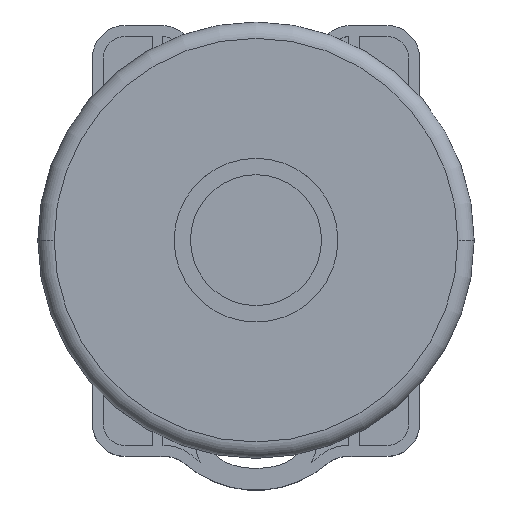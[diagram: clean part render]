
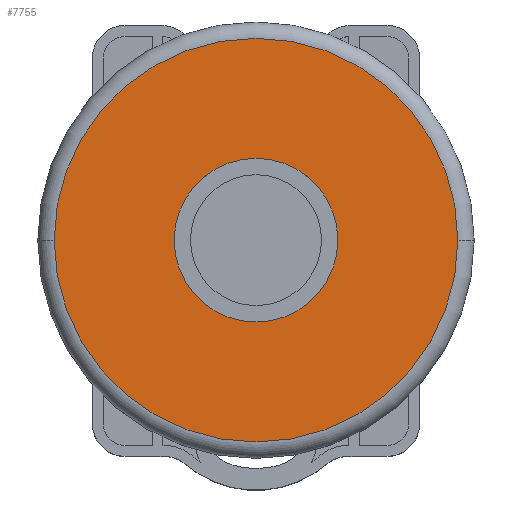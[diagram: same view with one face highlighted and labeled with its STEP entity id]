
A CAD part, top view. The second image highlights one B-rep face of the part: STEP entity #7755.
In plain terms, the highlighted planar face has unit normal (0, 0, 1).
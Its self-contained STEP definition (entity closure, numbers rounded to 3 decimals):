
#832 = CARTESIAN_POINT ( 'NONE',  ( 0., 0., 40.001 ) ) ;
#995 = AXIS2_PLACEMENT_3D ( 'NONE', #7153, #5190, #7063 ) ;
#1131 = ORIENTED_EDGE ( 'NONE', *, *, #6195, .F. ) ;
#1150 = EDGE_CURVE ( 'NONE', #2652, #5290, #6099, .T. ) ;
#1332 = ORIENTED_EDGE ( 'NONE', *, *, #3552, .T. ) ;
#1622 = PLANE ( 'NONE',  #5072 ) ;
#1665 = CARTESIAN_POINT ( 'NONE',  ( 18.5, 0., 40.001 ) ) ;
#1845 = CARTESIAN_POINT ( 'NONE',  ( 0., 0., 40.001 ) ) ;
#1997 = AXIS2_PLACEMENT_3D ( 'NONE', #1845, #8703, #5873 ) ;
#2201 = EDGE_LOOP ( 'NONE', ( #1131, #2665 ) ) ;
#2652 = VERTEX_POINT ( 'NONE', #11198 ) ;
#2665 = ORIENTED_EDGE ( 'NONE', *, *, #1150, .F. ) ;
#2789 = DIRECTION ( 'NONE',  ( 1., 0., 0. ) ) ;
#3495 = DIRECTION ( 'NONE',  ( 0., 0., 1. ) ) ;
#3543 = CARTESIAN_POINT ( 'NONE',  ( -18.5, 0., 40.001 ) ) ;
#3552 = EDGE_CURVE ( 'NONE', #9768, #10447, #7337, .T. ) ;
#3883 = EDGE_LOOP ( 'NONE', ( #5737, #1332 ) ) ;
#4120 = CIRCLE ( 'NONE', #1997, 18.5 ) ;
#4622 = CARTESIAN_POINT ( 'NONE',  ( 0., 0., 40.001 ) ) ;
#5072 = AXIS2_PLACEMENT_3D ( 'NONE', #4622, #3495, #8471 ) ;
#5148 = DIRECTION ( 'NONE',  ( 0., 0., 1. ) ) ;
#5190 = DIRECTION ( 'NONE',  ( 0., 0., 1. ) ) ;
#5290 = VERTEX_POINT ( 'NONE', #11460 ) ;
#5311 = CARTESIAN_POINT ( 'NONE',  ( 0., 0., 40.001 ) ) ;
#5680 = DIRECTION ( 'NONE',  ( 0., 0., 1. ) ) ;
#5737 = ORIENTED_EDGE ( 'NONE', *, *, #8368, .T. ) ;
#5873 = DIRECTION ( 'NONE',  ( 1., 0., 0. ) ) ;
#6099 = CIRCLE ( 'NONE', #995, 7.5 ) ;
#6195 = EDGE_CURVE ( 'NONE', #5290, #2652, #6903, .T. ) ;
#6903 = CIRCLE ( 'NONE', #11172, 7.5 ) ;
#7063 = DIRECTION ( 'NONE',  ( 1., 0., 0. ) ) ;
#7153 = CARTESIAN_POINT ( 'NONE',  ( 0., 0., 40.001 ) ) ;
#7337 = CIRCLE ( 'NONE', #9488, 18.5 ) ;
#7755 = ADVANCED_FACE ( 'NONE', ( #8816, #10365 ), #1622, .T. ) ;
#8368 = EDGE_CURVE ( 'NONE', #10447, #9768, #4120, .T. ) ;
#8471 = DIRECTION ( 'NONE',  ( 1., 0., 0. ) ) ;
#8703 = DIRECTION ( 'NONE',  ( 0., 0., 1. ) ) ;
#8816 = FACE_BOUND ( 'NONE', #2201, .T. ) ;
#9096 = DIRECTION ( 'NONE',  ( 1., 0., 0. ) ) ;
#9488 = AXIS2_PLACEMENT_3D ( 'NONE', #5311, #5148, #9096 ) ;
#9768 = VERTEX_POINT ( 'NONE', #3543 ) ;
#10365 = FACE_OUTER_BOUND ( 'NONE', #3883, .T. ) ;
#10447 = VERTEX_POINT ( 'NONE', #1665 ) ;
#11172 = AXIS2_PLACEMENT_3D ( 'NONE', #832, #5680, #2789 ) ;
#11198 = CARTESIAN_POINT ( 'NONE',  ( -7.5, 0., 40.001 ) ) ;
#11460 = CARTESIAN_POINT ( 'NONE',  ( 7.5, 0., 40.001 ) ) ;
